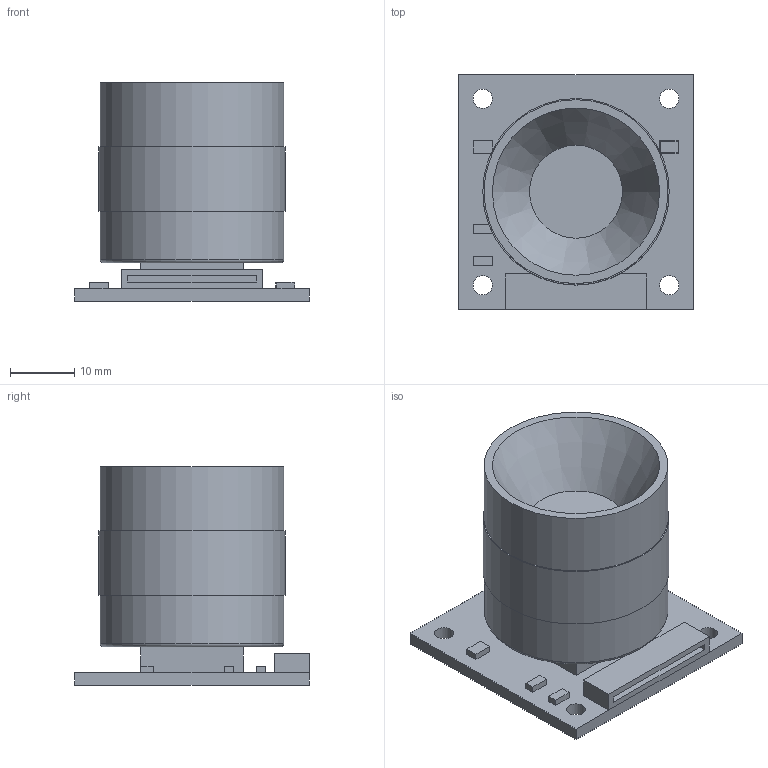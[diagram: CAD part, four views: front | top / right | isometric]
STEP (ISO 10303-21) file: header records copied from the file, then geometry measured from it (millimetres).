
FILE_DESCRIPTION(/* description */ (''),/* implementation_level */ '2;1');
FILE_NAME(/* name */ 'Arducam UC_261.stp',/* time_stamp */ '2018-07-18T14:55:31-05:00',/* author */ (''),/* organization */ (''),/* preprocessor_version */ 'ST-DEVELOPER v16',/* originating_system */ 'SIEMENS PLM Software NX 10.0',/* authorisation */ '');
FILE_SCHEMA (('AUTOMOTIVE_DESIGN { 1 0 10303 214 3 1 1 1 }'));
Length unit declared in the file: millimetre
Products named in the file (1): Dell245465212l0c
Bounding box: 36.5 x 36.5 x 34 mm (x, y, z)
Volume: 18819.5 mm3; surface area: 7244.5 mm2
Topology: 1 solids, 1 shells, 66 faces, 154 edges, 96 vertices
Faces by surface type: plane 45, cylinder 15, sphere 4, torus 1, cone 1
Full cylindrical faces by diameter (mm): 3 x4, 28.6 x2, 29 x1
Entity records: 2248 total; most frequent: DIRECTION 305, CARTESIAN_POINT 298, ORIENTED_EDGE 276, EDGE_CURVE 138, LINE 105, VECTOR 105, AXIS2_PLACEMENT_3D 100, EDGE_LOOP 93
